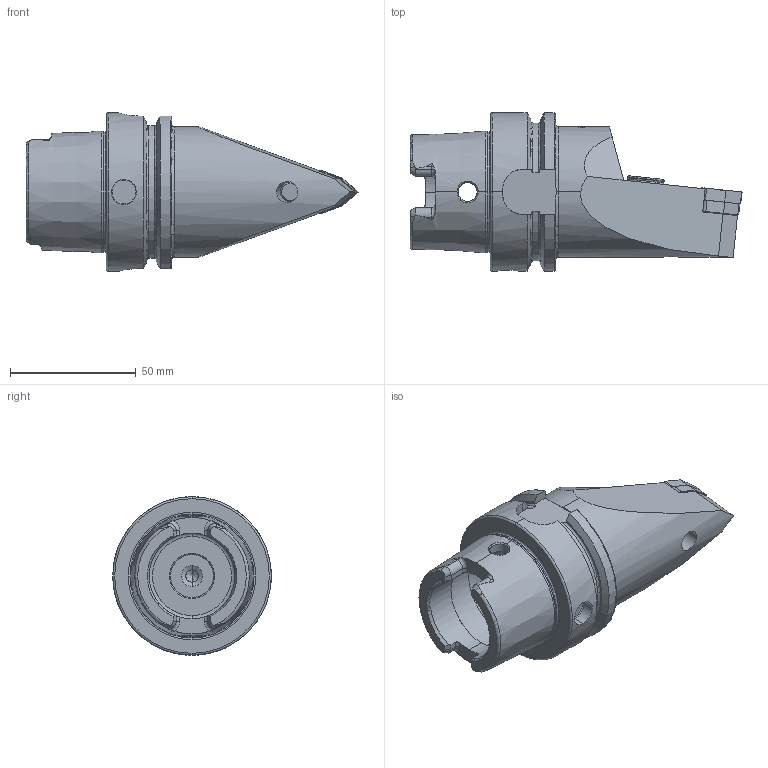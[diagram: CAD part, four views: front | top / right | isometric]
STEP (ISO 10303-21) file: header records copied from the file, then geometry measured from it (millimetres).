
FILE_DESCRIPTION (( 'STEP AP214' ), '1' );
FILE_NAME ('-PW..NMA.100-HP.STEP', '2022-04-01T13:18:45', ( '' ), ( '' ), 'SwSTEP 2.0', 'SolidWorks 2017', '' );
FILE_SCHEMA (( 'AUTOMOTIVE_DESIGN' ));
Length unit declared in the file: millimetre
Products named in the file (13): HA6-PWE.NMA.100-HP_B; WWE-ER2.101.004_A; CHP-ER1.015.006_A; WCD-ER1.101.000; ISO 8752 2x8; -PW..NMA.100-HP; WDF-ER3.101.000_A; CHP-ER1.008.014_A; WNMG080404; WCD-ER4.101.017_A; DIN 3771 - 13x1; CHP-ER1.015.006; DIN 7991 - M5x15
Assembly tree (12 placements, depth 3):
  -PW..NMA.100-HP
    HA6-PWE.NMA.100-HP_B
    WWE-ER2.101.004_A
    WDF-ER3.101.000_A
    WCD-ER4.101.017_A
    WCD-ER1.101.000
    CHP-ER1.015.006
      CHP-ER1.015.006_A
      DIN 3771 - 13x1
      DIN 7991 - M5x15
    CHP-ER1.008.014_A
    ISO 8752 2x8
    WNMG080404
Bounding box: 131.9 x 63 x 63 mm (x, y, z)
Volume: 158575 mm3; surface area: 36525.8 mm2
Topology: 11 solids, 11 shells, 506 faces, 1248 edges, 751 vertices
Faces by surface type: plane 165, cylinder 135, cone 122, torus 54, bspline 30
Entity records: 18059 total; most frequent: CARTESIAN_POINT 5332, ORIENTED_EDGE 2456, DIRECTION 2363, EDGE_CURVE 1228, AXIS2_PLACEMENT_3D 921, VERTEX_POINT 751, EDGE_LOOP 535, VECTOR 521
